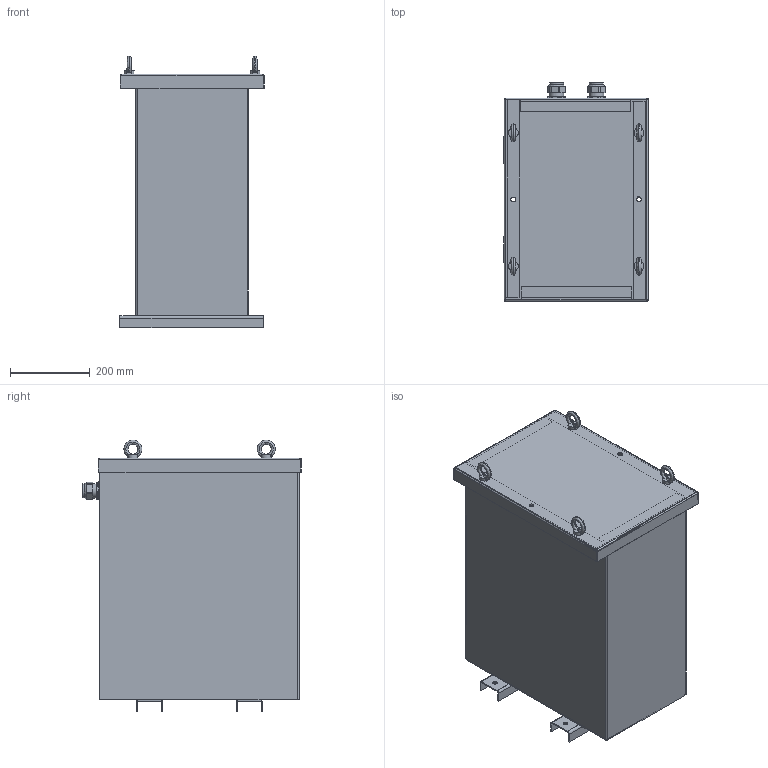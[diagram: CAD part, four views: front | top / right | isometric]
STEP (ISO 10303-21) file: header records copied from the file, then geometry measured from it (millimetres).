
FILE_DESCRIPTION((''),'2;1');
FILE_NAME('TKZ3,15.stp','2017-07-21T13:56:48',('beca1'),(''),'Autodesk Inventor 2011','Autodesk Inventor 2011','');
FILE_SCHEMA(('AUTOMOTIVE_DESIGN { 1 0 10303 214 1 1 1 1 }'));
Length unit declared in the file: millimetre
Products named in the file (1): TKZ3.15_Contorno simplificado_1
Bounding box: 361.5 x 547.5 x 680.5 mm (x, y, z)
Volume: 9824719.2 mm3; surface area: 3475383.4 mm2
Topology: 1 solids, 1 shells, 1793 faces, 4619 edges, 2906 vertices
Faces by surface type: plane 1229, cylinder 415, bspline 122, cone 21, torus 6
Full cylindrical faces by diameter (mm): 3.5 x10, 4.917 x4, 6 x1, 6.4 x10, 7 x4, 9 x14, 10 x16, 11 x8, 11.2 x4, 12 x13, 29 x2, 32.4 x2, 35 x2, 36.5 x6, 38 x2, 45 x4
Entity records: 57031 total; most frequent: CARTESIAN_POINT 12646, ORIENTED_EDGE 8944, DIRECTION 8545, EDGE_CURVE 4472, VECTOR 3199, LINE 3199, VERTEX_POINT 2872, AXIS2_PLACEMENT_3D 2673
